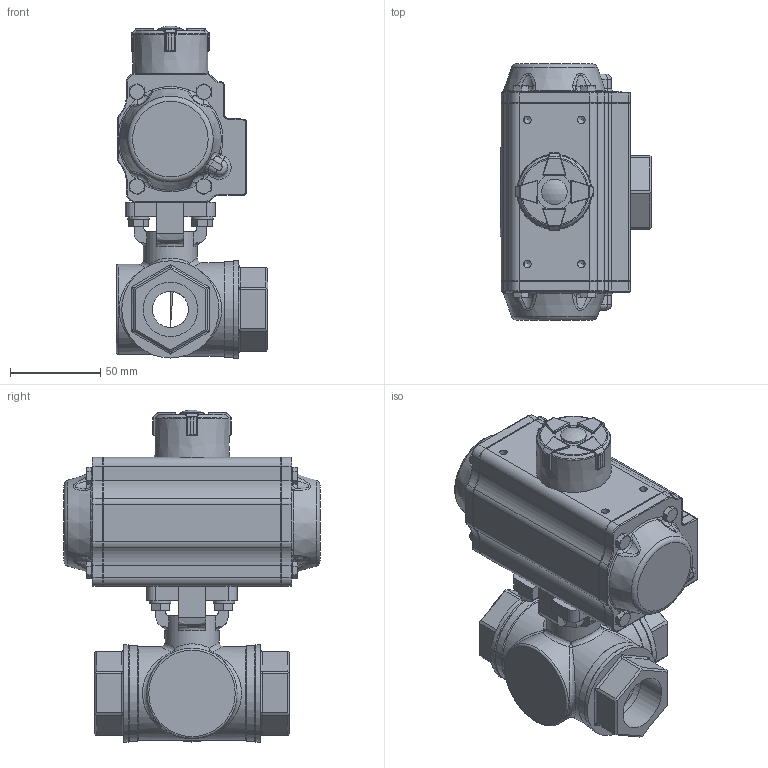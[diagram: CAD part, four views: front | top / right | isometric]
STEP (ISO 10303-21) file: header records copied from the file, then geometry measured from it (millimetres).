
FILE_DESCRIPTION(/* description */ ('Unknown','CAx-IF Rec.Pracs.---Representation and Presentation of Product Manufacturing Information (PMI)---4.0---2014-10-13','CAx-IF Rec.Pracs.---3D Tessellated Geometry---0.4---2014-09-14','2;1'),/* implementation_level */ '2;1');
FILE_NAME(/* name */ 'DW02 9334_9335-06',/* time_stamp */ '2023-11-02T08:40:13+01:00',/* author */ ('Unknown'),/* organization */ ('Unknown'),/* preprocessor_version */ 'ST-DEVELOPER v18.102',/* originating_system */ 'Solid Edge',/* authorisation */ 'Unknown');
FILE_SCHEMA (('AP242_MANAGED_MODEL_BASED_3D_ENGINEERING_MIM_LF { 1 0 10303 442 1 1 4 }'));
Length unit declared in the file: millimetre
Products named in the file (10): DW02 9334_9335-06; DIN558_M_6x16.1.3; DIN126-M6; 8.303_308.025; DW02_FR01_(DW20_FR15); KP-50; cup head square neck bolts grade b gb_GB_FASTENER_BOLT_CHSNBSHB M6X25
-N; ________(___________; _____________; ______
Assembly tree (17 placements, depth 3):
  DW02 9334_9335-06
    DIN558_M_6x16.1.3  x4
    DIN126-M6  x4
    8.303_308.025
    DW02_FR01_(DW20_FR15)
      KP-50
      cup head square neck bolts grade b gb_GB_FASTENER_BOLT_CHSNBSHB M6X25
-N
      ________(___________  x2
      _____________  x2
      ______
Bounding box: 84 x 142.2 x 184.32 mm (x, y, z)
Volume: 817185.3 mm3; surface area: 112206.6 mm2
Topology: 16 solids, 16 shells, 1244 faces, 3013 edges, 1794 vertices
Faces by surface type: plane 458, cylinder 351, bspline 161, cone 157, torus 103, sphere 14
Full cylindrical faces by diameter (mm): 2.1 x2, 3 x16, 3.3 x8, 4.2 x12, 4.917 x1, 5 x5, 6 x5, 6.2 x1, 6.6 x4, 8.8 x2, 11.7 x1, 12 x4, 13.9 x1, 14.2 x1, 15.9 x1, 20 x3, 23.5 x1, 30 x1, 30.291 x6, 33 x1, 38.5 x1, 50 x1, 52 x5, 53 x3, 54 x3
Entity records: 37634 total; most frequent: CARTESIAN_POINT 12733, ORIENTED_EDGE 4708, DIRECTION 4650, EDGE_CURVE 2354, AXIS2_PLACEMENT_3D 1789, VERTEX_POINT 1495, FACE_BOUND 1265, EDGE_LOOP 1247
